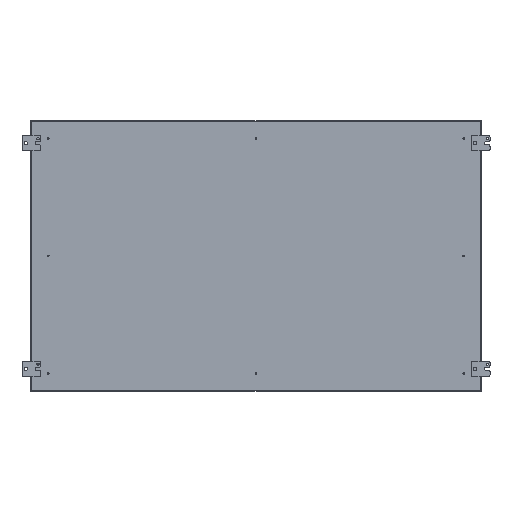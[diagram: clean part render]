
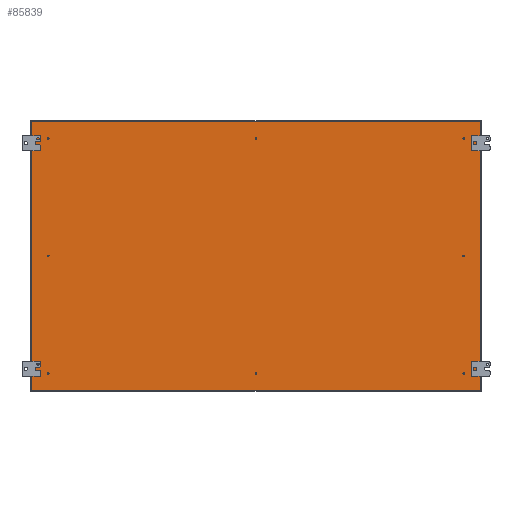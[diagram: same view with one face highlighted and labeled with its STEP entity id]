
A CAD part, left-side view. The second image highlights one B-rep face of the part: STEP entity #85839.
In plain terms, the highlighted face is planar.
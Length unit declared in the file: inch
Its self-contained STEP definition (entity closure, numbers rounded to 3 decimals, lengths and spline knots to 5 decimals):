
#3316 = LINE ( 'NONE', #111080, #49708 ) ;
#5543 = DIRECTION ( 'NONE',  ( 0., 0., 1. ) ) ;
#10087 = LINE ( 'NONE', #28461, #61117 ) ;
#14899 = EDGE_LOOP ( 'NONE', ( #46640, #21660, #89410, #121460 ) ) ;
#19657 = DIRECTION ( 'NONE',  ( 0., -1., 0. ) ) ;
#21660 = ORIENTED_EDGE ( 'NONE', *, *, #87023, .F. ) ;
#22660 = VERTEX_POINT ( 'NONE', #69329 ) ;
#28461 = CARTESIAN_POINT ( 'NONE',  ( -17.928, 0., 30. ) ) ;
#37958 = CARTESIAN_POINT ( 'NONE',  ( -17.928, 0., 29.892 ) ) ;
#39205 = CARTESIAN_POINT ( 'NONE',  ( -17.928, 0., -29.892 ) ) ;
#43110 = VECTOR ( 'NONE', #77982, 39.37008 ) ;
#46640 = ORIENTED_EDGE ( 'NONE', *, *, #100415, .F. ) ;
#49708 = VECTOR ( 'NONE', #5543, 39.37008 ) ;
#52203 = CARTESIAN_POINT ( 'NONE',  ( 17.928, 0., -29.892 ) ) ;
#54117 = VERTEX_POINT ( 'NONE', #52203 ) ;
#55868 = FACE_OUTER_BOUND ( 'NONE', #14899, .T. ) ;
#61117 = VECTOR ( 'NONE', #95303, 39.37008 ) ;
#68779 = DIRECTION ( 'NONE',  ( -1., 0., 0. ) ) ;
#69329 = CARTESIAN_POINT ( 'NONE',  ( -17.928, 0., 29.892 ) ) ;
#69389 = CARTESIAN_POINT ( 'NONE',  ( -17.928, 0., -29.892 ) ) ;
#75895 = DIRECTION ( 'NONE',  ( -1., 0., 0. ) ) ;
#77002 = EDGE_CURVE ( 'NONE', #22660, #81963, #10087, .T. ) ;
#77982 = DIRECTION ( 'NONE',  ( 1., 0., 0. ) ) ;
#81963 = VERTEX_POINT ( 'NONE', #69389 ) ;
#83326 = EDGE_CURVE ( 'NONE', #81963, #54117, #107823, .T. ) ;
#85839 = ADVANCED_FACE ( 'NONE', ( #55868 ), #104579, .F. ) ;
#86641 = CARTESIAN_POINT ( 'NONE',  ( 17.928, 0., 29.892 ) ) ;
#87023 = EDGE_CURVE ( 'NONE', #54117, #105672, #3316, .T. ) ;
#89410 = ORIENTED_EDGE ( 'NONE', *, *, #83326, .F. ) ;
#95303 = DIRECTION ( 'NONE',  ( 0., 0., -1. ) ) ;
#97344 = CARTESIAN_POINT ( 'NONE',  ( -17.928, 0., 30. ) ) ;
#100415 = EDGE_CURVE ( 'NONE', #105672, #22660, #120421, .T. ) ;
#104579 = PLANE ( 'NONE',  #105853 ) ;
#105672 = VERTEX_POINT ( 'NONE', #86641 ) ;
#105853 = AXIS2_PLACEMENT_3D ( 'NONE', #97344, #19657, #68779 ) ;
#107823 = LINE ( 'NONE', #39205, #43110 ) ;
#111080 = CARTESIAN_POINT ( 'NONE',  ( 17.928, 0., 30. ) ) ;
#118958 = VECTOR ( 'NONE', #75895, 39.37008 ) ;
#120421 = LINE ( 'NONE', #37958, #118958 ) ;
#121460 = ORIENTED_EDGE ( 'NONE', *, *, #77002, .F. ) ;
